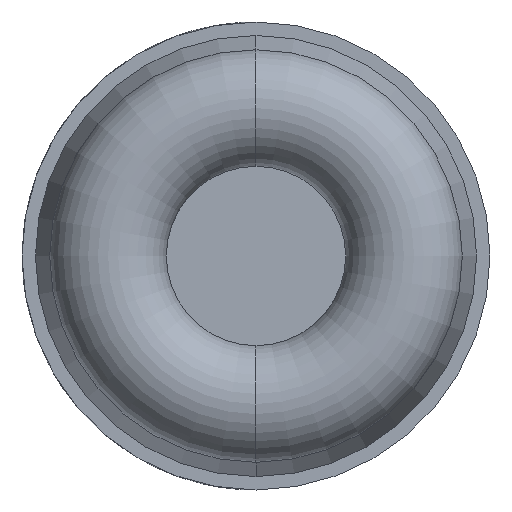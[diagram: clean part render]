
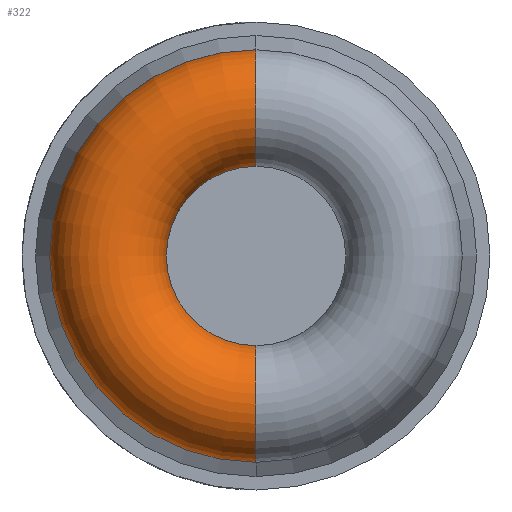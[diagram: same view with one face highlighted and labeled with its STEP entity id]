
A CAD part, left-side view. The second image highlights one B-rep face of the part: STEP entity #322.
In plain terms, the highlighted toroidal (fillet/blend) face has major radius 0.419 mm and minor radius 0.165 mm.
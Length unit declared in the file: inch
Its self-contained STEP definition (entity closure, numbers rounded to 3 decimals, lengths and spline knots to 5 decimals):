
#13 = DIRECTION ( 'NONE',  ( 0., 1., 0. ) ) ;
#82 = FACE_OUTER_BOUND ( 'NONE', #562, .T. ) ;
#124 = AXIS2_PLACEMENT_3D ( 'NONE', #645, #934, #494 ) ;
#127 = EDGE_CURVE ( 'NONE', #655, #899, #647, .T. ) ;
#133 = EDGE_CURVE ( 'NONE', #178, #800, #363, .T. ) ;
#178 = VERTEX_POINT ( 'NONE', #413 ) ;
#215 = CARTESIAN_POINT ( 'NONE',  ( -0.25825, 0., -0.023 ) ) ;
#216 = DIRECTION ( 'NONE',  ( 0., -1., 0. ) ) ;
#322 = ADVANCED_FACE ( 'NONE', ( #82 ), #809, .T. ) ;
#342 = ORIENTED_EDGE ( 'NONE', *, *, #370, .F. ) ;
#363 = CIRCLE ( 'NONE', #709, 0.01 ) ;
#370 = EDGE_CURVE ( 'NONE', #178, #655, #530, .T. ) ;
#400 = AXIS2_PLACEMENT_3D ( 'NONE', #762, #13, #672 ) ;
#413 = CARTESIAN_POINT ( 'NONE',  ( -0.25825, 0., -0.01 ) ) ;
#419 = CARTESIAN_POINT ( 'NONE',  ( -0.25825, 0., -0.0165 ) ) ;
#428 = AXIS2_PLACEMENT_3D ( 'NONE', #419, #216, #1098 ) ;
#491 = CIRCLE ( 'NONE', #400, 0.0065 ) ;
#494 = DIRECTION ( 'NONE',  ( 0., 0., -1. ) ) ;
#510 = ORIENTED_EDGE ( 'NONE', *, *, #133, .T. ) ;
#530 = CIRCLE ( 'NONE', #428, 0.0065 ) ;
#561 = EDGE_CURVE ( 'NONE', #800, #899, #491, .T. ) ;
#562 = EDGE_LOOP ( 'NONE', ( #510, #785, #737, #342 ) ) ;
#606 = DIRECTION ( 'NONE',  ( 0., 0., -1. ) ) ;
#645 = CARTESIAN_POINT ( 'NONE',  ( -0.25825, 0., 0. ) ) ;
#647 = CIRCLE ( 'NONE', #1182, 0.023 ) ;
#655 = VERTEX_POINT ( 'NONE', #215 ) ;
#672 = DIRECTION ( 'NONE',  ( 0., 0., 1. ) ) ;
#681 = DIRECTION ( 'NONE',  ( 1., 0., 0. ) ) ;
#709 = AXIS2_PLACEMENT_3D ( 'NONE', #1003, #681, #606 ) ;
#737 = ORIENTED_EDGE ( 'NONE', *, *, #127, .F. ) ;
#762 = CARTESIAN_POINT ( 'NONE',  ( -0.25825, 0., 0.0165 ) ) ;
#785 = ORIENTED_EDGE ( 'NONE', *, *, #561, .T. ) ;
#800 = VERTEX_POINT ( 'NONE', #938 ) ;
#809 = TOROIDAL_SURFACE ( 'NONE', #124, 0.0165, 0.0065 ) ;
#870 = CARTESIAN_POINT ( 'NONE',  ( -0.25825, 0., 0.023 ) ) ;
#899 = VERTEX_POINT ( 'NONE', #870 ) ;
#934 = DIRECTION ( 'NONE',  ( 1., 0., 0. ) ) ;
#938 = CARTESIAN_POINT ( 'NONE',  ( -0.25825, 0., 0.01 ) ) ;
#1003 = CARTESIAN_POINT ( 'NONE',  ( -0.25825, 0., 0. ) ) ;
#1056 = DIRECTION ( 'NONE',  ( 0., 0., -1. ) ) ;
#1079 = CARTESIAN_POINT ( 'NONE',  ( -0.25825, 0., 0. ) ) ;
#1098 = DIRECTION ( 'NONE',  ( 0., 0., -1. ) ) ;
#1158 = DIRECTION ( 'NONE',  ( 1., 0., 0. ) ) ;
#1182 = AXIS2_PLACEMENT_3D ( 'NONE', #1079, #1158, #1056 ) ;
